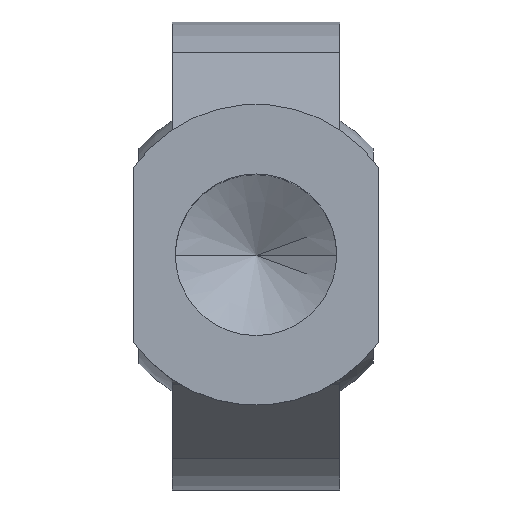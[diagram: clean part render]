
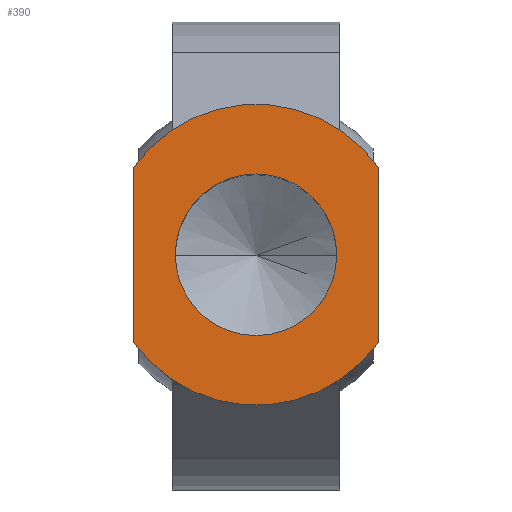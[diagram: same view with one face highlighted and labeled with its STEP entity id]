
A CAD part, top view. The second image highlights one B-rep face of the part: STEP entity #390.
In plain terms, the highlighted planar face has unit normal (0, 0, 1).
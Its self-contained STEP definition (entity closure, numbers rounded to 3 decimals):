
#90 = EDGE_CURVE ( 'NONE', #91, #96, #674, .T. ) ;
#91 = VERTEX_POINT ( 'NONE', #669 ) ;
#96 = VERTEX_POINT ( 'NONE', #664 ) ;
#228 = VERTEX_POINT ( 'NONE', #3214 ) ;
#235 = EDGE_CURVE ( 'NONE', #228, #236, #3269, .T. ) ;
#236 = VERTEX_POINT ( 'NONE', #3264 ) ;
#380 = EDGE_CURVE ( 'NONE', #3885, #398, #3532, .T. ) ;
#388 = EDGE_CURVE ( 'NONE', #398, #91, #3588, .T. ) ;
#390 = ADVANCED_FACE ( 'NONE', ( #3584, #3583 ), #3582, .T. ) ;
#391 = EDGE_LOOP ( 'NONE', ( #392, #3882 ) ) ;
#392 = ORIENTED_EDGE ( 'NONE', *, *, #393, .F. ) ;
#393 = EDGE_CURVE ( 'NONE', #236, #228, #3577, .T. ) ;
#398 = VERTEX_POINT ( 'NONE', #3568 ) ;
#664 = CARTESIAN_POINT ( 'NONE',  ( 11., -7.826, 8. ) ) ;
#669 = CARTESIAN_POINT ( 'NONE',  ( -11., -7.826, 8. ) ) ;
#670 = DIRECTION ( 'NONE',  ( 1., 0., 0. ) ) ;
#671 = DIRECTION ( 'NONE',  ( 0., 0., 1. ) ) ;
#672 = CARTESIAN_POINT ( 'NONE',  ( 0., 0., 8. ) ) ;
#673 = AXIS2_PLACEMENT_3D ( 'NONE', #672, #671, #670 ) ;
#674 = CIRCLE ( 'NONE', #673, 13.5 ) ;
#3214 = CARTESIAN_POINT ( 'NONE',  ( -7.25, 0., 8. ) ) ;
#3264 = CARTESIAN_POINT ( 'NONE',  ( 7.25, 0., 8. ) ) ;
#3265 = DIRECTION ( 'NONE',  ( 1., 0., 0. ) ) ;
#3266 = DIRECTION ( 'NONE',  ( 0., 0., 1. ) ) ;
#3267 = CARTESIAN_POINT ( 'NONE',  ( 0., 0., 8. ) ) ;
#3268 = AXIS2_PLACEMENT_3D ( 'NONE', #3267, #3266, #3265 ) ;
#3269 = CIRCLE ( 'NONE', #3268, 7.25 ) ;
#3528 = DIRECTION ( 'NONE',  ( 1., 0., 0. ) ) ;
#3529 = DIRECTION ( 'NONE',  ( 0., 0., 1. ) ) ;
#3530 = CARTESIAN_POINT ( 'NONE',  ( 0., 0., 8. ) ) ;
#3531 = AXIS2_PLACEMENT_3D ( 'NONE', #3530, #3529, #3528 ) ;
#3532 = CIRCLE ( 'NONE', #3531, 13.5 ) ;
#3568 = CARTESIAN_POINT ( 'NONE',  ( -11., 7.826, 8. ) ) ;
#3573 = DIRECTION ( 'NONE',  ( 1., 0., 0. ) ) ;
#3574 = DIRECTION ( 'NONE',  ( 0., 0., 1. ) ) ;
#3575 = CARTESIAN_POINT ( 'NONE',  ( 0., 0., 8. ) ) ;
#3576 = AXIS2_PLACEMENT_3D ( 'NONE', #3575, #3574, #3573 ) ;
#3577 = CIRCLE ( 'NONE', #3576, 7.25 ) ;
#3578 = DIRECTION ( 'NONE',  ( 1., 0., 0. ) ) ;
#3579 = DIRECTION ( 'NONE',  ( 0., 0., 1. ) ) ;
#3580 = CARTESIAN_POINT ( 'NONE',  ( 0., 0., 8. ) ) ;
#3581 = AXIS2_PLACEMENT_3D ( 'NONE', #3580, #3579, #3578 ) ;
#3582 = PLANE ( 'NONE',  #3581 ) ;
#3583 = FACE_OUTER_BOUND ( 'NONE', #3881, .T. ) ;
#3584 = FACE_BOUND ( 'NONE', #391, .T. ) ;
#3585 = DIRECTION ( 'NONE',  ( 0., -1., 0. ) ) ;
#3586 = VECTOR ( 'NONE', #3585, 1000. ) ;
#3587 = CARTESIAN_POINT ( 'NONE',  ( -11., -7.826, 8. ) ) ;
#3588 = LINE ( 'NONE', #3587, #3586 ) ;
#3747 = DIRECTION ( 'NONE',  ( 0., 1., 0. ) ) ;
#3748 = VECTOR ( 'NONE', #3747, 1000. ) ;
#3749 = CARTESIAN_POINT ( 'NONE',  ( 11., -7.826, 8. ) ) ;
#3750 = LINE ( 'NONE', #3749, #3748 ) ;
#3751 = CARTESIAN_POINT ( 'NONE',  ( 11., 7.826, 8. ) ) ;
#3876 = ORIENTED_EDGE ( 'NONE', *, *, #380, .T. ) ;
#3877 = ORIENTED_EDGE ( 'NONE', *, *, #388, .T. ) ;
#3881 = EDGE_LOOP ( 'NONE', ( #3884, #3883, #3876, #3877 ) ) ;
#3882 = ORIENTED_EDGE ( 'NONE', *, *, #235, .F. ) ;
#3883 = ORIENTED_EDGE ( 'NONE', *, *, #3888, .T. ) ;
#3884 = ORIENTED_EDGE ( 'NONE', *, *, #90, .T. ) ;
#3885 = VERTEX_POINT ( 'NONE', #3751 ) ;
#3888 = EDGE_CURVE ( 'NONE', #96, #3885, #3750, .T. ) ;
